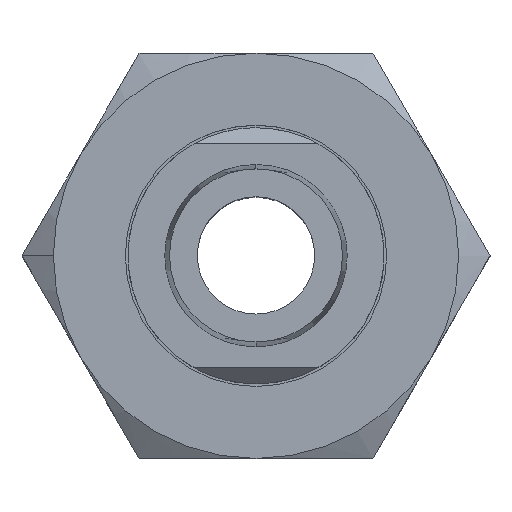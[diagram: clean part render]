
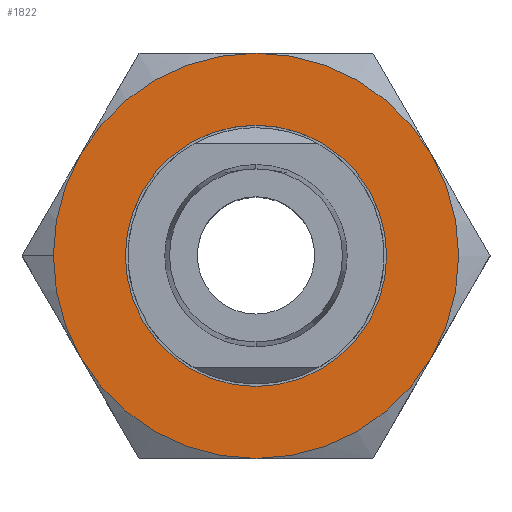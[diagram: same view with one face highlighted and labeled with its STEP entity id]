
A CAD part, top view. The second image highlights one B-rep face of the part: STEP entity #1822.
In plain terms, the highlighted planar face has unit normal (0, 0, 1).
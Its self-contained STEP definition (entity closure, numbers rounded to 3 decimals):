
#62 = AXIS2_PLACEMENT_3D ( 'NONE', #71, #70, #69 ) ;
#63 = CIRCLE ( 'NONE', #62, 19. ) ;
#65 = CARTESIAN_POINT ( 'NONE',  ( 0., 19., 9. ) ) ;
#69 = DIRECTION ( 'NONE',  ( 1., 0., 0. ) ) ;
#70 = DIRECTION ( 'NONE',  ( 0., 0., 1. ) ) ;
#71 = CARTESIAN_POINT ( 'NONE',  ( 0., 0., 9. ) ) ;
#73 = CARTESIAN_POINT ( 'NONE',  ( -19., 0., 9. ) ) ;
#77 = CARTESIAN_POINT ( 'NONE',  ( -16.454, -9.5, 9. ) ) ;
#286 = CARTESIAN_POINT ( 'NONE',  ( 16.454, 9.5, 9. ) ) ;
#360 = AXIS2_PLACEMENT_3D ( 'NONE', #362, #365, #364 ) ;
#361 = CIRCLE ( 'NONE', #360, 19. ) ;
#362 = CARTESIAN_POINT ( 'NONE',  ( 0., 0., 9. ) ) ;
#364 = DIRECTION ( 'NONE',  ( 1., 0., 0. ) ) ;
#365 = DIRECTION ( 'NONE',  ( 0., 0., 1. ) ) ;
#487 = DIRECTION ( 'NONE',  ( 1., 0., 0. ) ) ;
#488 = DIRECTION ( 'NONE',  ( 0., 0., 1. ) ) ;
#492 = AXIS2_PLACEMENT_3D ( 'NONE', #494, #488, #487 ) ;
#493 = CIRCLE ( 'NONE', #492, 12.25 ) ;
#494 = CARTESIAN_POINT ( 'NONE',  ( 0., 0., 9. ) ) ;
#507 = CARTESIAN_POINT ( 'NONE',  ( 12.25, 0., 9. ) ) ;
#558 = CARTESIAN_POINT ( 'NONE',  ( -12.25, 0., 9. ) ) ;
#1227 = DIRECTION ( 'NONE',  ( 1., 0., 0. ) ) ;
#1228 = DIRECTION ( 'NONE',  ( 0., 0., 1. ) ) ;
#1229 = CARTESIAN_POINT ( 'NONE',  ( 0., 0., 9. ) ) ;
#1245 = AXIS2_PLACEMENT_3D ( 'NONE', #1261, #1260, #1259 ) ;
#1246 = FACE_BOUND ( 'NONE', #1819, .T. ) ;
#1258 = FACE_OUTER_BOUND ( 'NONE', #1776, .T. ) ;
#1259 = DIRECTION ( 'NONE',  ( 1., 0., 0. ) ) ;
#1260 = DIRECTION ( 'NONE',  ( 0., 0., 1. ) ) ;
#1261 = CARTESIAN_POINT ( 'NONE',  ( 0., 0., 9. ) ) ;
#1266 = DIRECTION ( 'NONE',  ( -1., 0., 0. ) ) ;
#1267 = DIRECTION ( 'NONE',  ( 0., 0., -1. ) ) ;
#1268 = CARTESIAN_POINT ( 'NONE',  ( 0., 19., 9. ) ) ;
#1279 = CIRCLE ( 'NONE', #1245, 12.25 ) ;
#1281 = DIRECTION ( 'NONE',  ( 1., 0., 0. ) ) ;
#1282 = DIRECTION ( 'NONE',  ( 0., 0., 1. ) ) ;
#1283 = CARTESIAN_POINT ( 'NONE',  ( 0., 0., 9. ) ) ;
#1284 = AXIS2_PLACEMENT_3D ( 'NONE', #1283, #1282, #1281 ) ;
#1285 = CIRCLE ( 'NONE', #1284, 19. ) ;
#1296 = PLANE ( 'NONE',  #1297 ) ;
#1297 = AXIS2_PLACEMENT_3D ( 'NONE', #1268, #1267, #1266 ) ;
#1313 = CARTESIAN_POINT ( 'NONE',  ( 0., 0., 9. ) ) ;
#1314 = AXIS2_PLACEMENT_3D ( 'NONE', #1313, #1352, #1341 ) ;
#1316 = CARTESIAN_POINT ( 'NONE',  ( 0., 0., 9. ) ) ;
#1332 = CIRCLE ( 'NONE', #1409, 19. ) ;
#1335 = CIRCLE ( 'NONE', #1314, 19. ) ;
#1341 = DIRECTION ( 'NONE',  ( 1., 0., 0. ) ) ;
#1352 = DIRECTION ( 'NONE',  ( 0., 0., 1. ) ) ;
#1376 = DIRECTION ( 'NONE',  ( 1., 0., 0. ) ) ;
#1377 = DIRECTION ( 'NONE',  ( 0., 0., 1. ) ) ;
#1409 = AXIS2_PLACEMENT_3D ( 'NONE', #1316, #1377, #1376 ) ;
#1515 = CARTESIAN_POINT ( 'NONE',  ( 0., 0., 9. ) ) ;
#1520 = DIRECTION ( 'NONE',  ( 0., 0., 1. ) ) ;
#1528 = DIRECTION ( 'NONE',  ( 1., 0., 0. ) ) ;
#1529 = CARTESIAN_POINT ( 'NONE',  ( 16.454, -9.5, 9. ) ) ;
#1530 = AXIS2_PLACEMENT_3D ( 'NONE', #1515, #1520, #1528 ) ;
#1531 = CIRCLE ( 'NONE', #1530, 19. ) ;
#1537 = AXIS2_PLACEMENT_3D ( 'NONE', #1229, #1228, #1227 ) ;
#1538 = CIRCLE ( 'NONE', #1537, 19. ) ;
#1552 = CARTESIAN_POINT ( 'NONE',  ( 0., -19., 9. ) ) ;
#1670 = CARTESIAN_POINT ( 'NONE',  ( -16.454, 9.5, 9. ) ) ;
#1753 = VERTEX_POINT ( 'NONE', #1670 ) ;
#1776 = EDGE_LOOP ( 'NONE', ( #1845, #1784, #1787, #1783, #1813, #1814, #1815 ) ) ;
#1780 = ORIENTED_EDGE ( 'NONE', *, *, #1818, .F. ) ;
#1781 = ORIENTED_EDGE ( 'NONE', *, *, #2337, .F. ) ;
#1783 = ORIENTED_EDGE ( 'NONE', *, *, #2274, .T. ) ;
#1784 = ORIENTED_EDGE ( 'NONE', *, *, #1831, .T. ) ;
#1787 = ORIENTED_EDGE ( 'NONE', *, *, #1832, .T. ) ;
#1813 = ORIENTED_EDGE ( 'NONE', *, *, #1835, .T. ) ;
#1814 = ORIENTED_EDGE ( 'NONE', *, *, #1969, .T. ) ;
#1815 = ORIENTED_EDGE ( 'NONE', *, *, #1959, .T. ) ;
#1818 = EDGE_CURVE ( 'NONE', #2346, #2360, #1279, .T. ) ;
#1819 = EDGE_LOOP ( 'NONE', ( #1780, #1781 ) ) ;
#1822 = ADVANCED_FACE ( 'NONE', ( #1246, #1258 ), #1296, .F. ) ;
#1831 = EDGE_CURVE ( 'NONE', #2054, #1753, #1285, .T. ) ;
#1832 = EDGE_CURVE ( 'NONE', #1753, #2059, #1335, .T. ) ;
#1835 = EDGE_CURVE ( 'NONE', #2060, #1970, #1332, .T. ) ;
#1845 = ORIENTED_EDGE ( 'NONE', *, *, #2050, .T. ) ;
#1959 = EDGE_CURVE ( 'NONE', #1960, #2184, #1531, .T. ) ;
#1960 = VERTEX_POINT ( 'NONE', #1529 ) ;
#1969 = EDGE_CURVE ( 'NONE', #1970, #1960, #1538, .T. ) ;
#1970 = VERTEX_POINT ( 'NONE', #1552 ) ;
#2050 = EDGE_CURVE ( 'NONE', #2184, #2054, #63, .T. ) ;
#2054 = VERTEX_POINT ( 'NONE', #65 ) ;
#2059 = VERTEX_POINT ( 'NONE', #73 ) ;
#2060 = VERTEX_POINT ( 'NONE', #77 ) ;
#2184 = VERTEX_POINT ( 'NONE', #286 ) ;
#2274 = EDGE_CURVE ( 'NONE', #2059, #2060, #361, .T. ) ;
#2337 = EDGE_CURVE ( 'NONE', #2360, #2346, #493, .T. ) ;
#2346 = VERTEX_POINT ( 'NONE', #507 ) ;
#2360 = VERTEX_POINT ( 'NONE', #558 ) ;
